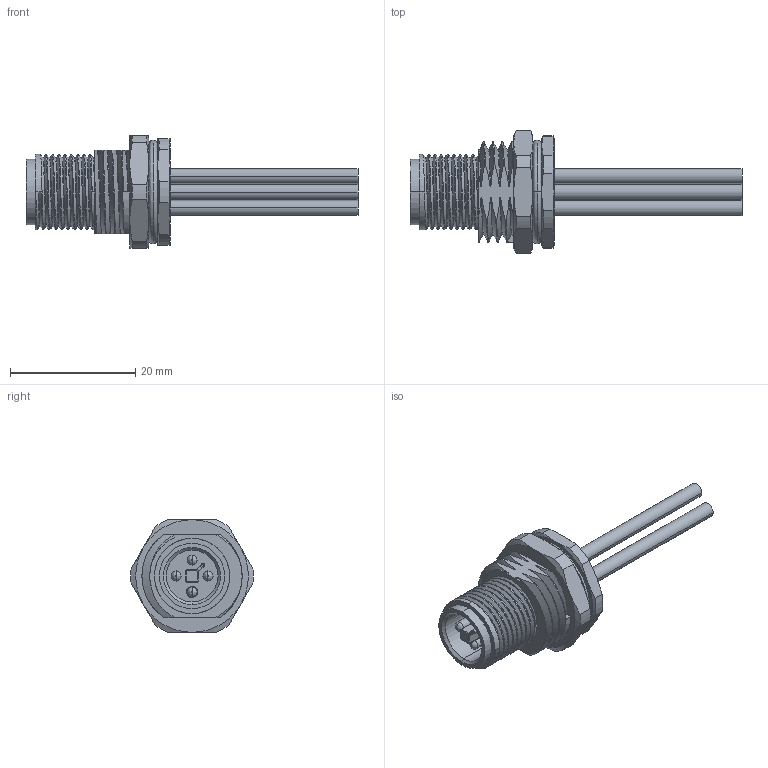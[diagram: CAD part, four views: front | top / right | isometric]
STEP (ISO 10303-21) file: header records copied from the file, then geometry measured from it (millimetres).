
FILE_DESCRIPTION (( 'STEP AP203' ), '1' );
FILE_NAME ('P197.STEP', '2020-03-31T06:39:34', ( 'edpusr' ), ( 'Microsoft' ), 'SwSTEP 2.0', 'SolidWorks 2015', '' );
FILE_SCHEMA (( 'CONFIG_CONTROL_DESIGN' ));
Length unit declared in the file: millimetre
Products named in the file (1): P197
Bounding box: 53 x 19.59 x 18 mm (x, y, z)
Volume: 3801.7 mm3; surface area: 3380.4 mm2
Topology: 1 solids, 1 shells, 188 faces, 471 edges, 300 vertices
Faces by surface type: cylinder 73, bspline 47, plane 42, cone 26
Entity records: 10895 total; most frequent: CARTESIAN_POINT 6833, ORIENTED_EDGE 942, DIRECTION 720, EDGE_CURVE 471, VERTEX_POINT 300, AXIS2_PLACEMENT_3D 285, EDGE_LOOP 203, FACE_OUTER_BOUND 188
